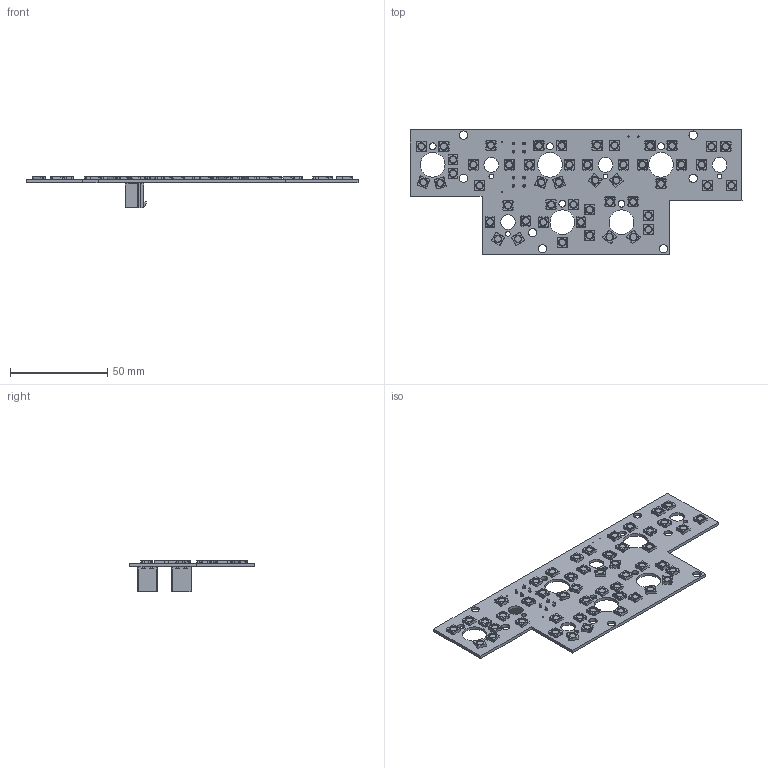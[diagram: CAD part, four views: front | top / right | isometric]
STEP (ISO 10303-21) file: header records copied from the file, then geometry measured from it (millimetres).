
FILE_DESCRIPTION(('KiCad electronic assembly'),'2;1');
FILE_NAME('HUD PANEL.step','2023-05-27T14:41:11',('Pcbnew'),('Kicad'), 'Open CASCADE STEP processor 7.6','KiCad to STEP converter','Unknown' );
FILE_SCHEMA(('AUTOMOTIVE_DESIGN { 1 0 10303 214 1 1 1 1 }'));
Length unit declared in the file: millimetre
Products named in the file (6): HUD PANEL 1; LED_WS2812B_PLCC4_5.0x5.0mm_P3.2mm; SOLID; Molex_Mini-Fit_Jr_5566-04A_2x02_P4.20mm_Vertical; _autosave-HUD PANEL PCB
Assembly tree (55 placements, depth 3):
  HUD PANEL 1
    LED_WS2812B_PLCC4_5.0x5.0mm_P3.2mm  x50
      SOLID
    Molex_Mini-Fit_Jr_5566-04A_2x02_P4.20mm_Vertical  x2
      SOLID
    _autosave-HUD PANEL PCB
Bounding box: 170.79 x 64.47 x 16.3 mm (x, y, z)
Volume: 15575.1 mm3; surface area: 24568.3 mm2
Topology: 53 solids, 53 shells, 3707 faces, 10877 edges, 7150 vertices
Faces by surface type: plane 2518, cylinder 1139, cone 50
Full cylindrical faces by diameter (mm): 0.7 x4, 1.4 x8, 2.38 x4, 3.333 x50, 3.572 x5, 4.3 x7, 7.54 x4, 12.7 x5
Entity records: 18381 total; most frequent: CARTESIAN_POINT 3603, DIRECTION 2673, LINE 1819, VECTOR 1819, ORIENTED_EDGE 1370, PCURVE 1370, DEFINITIONAL_REPRESENTATION 1370, EDGE_CURVE 685
